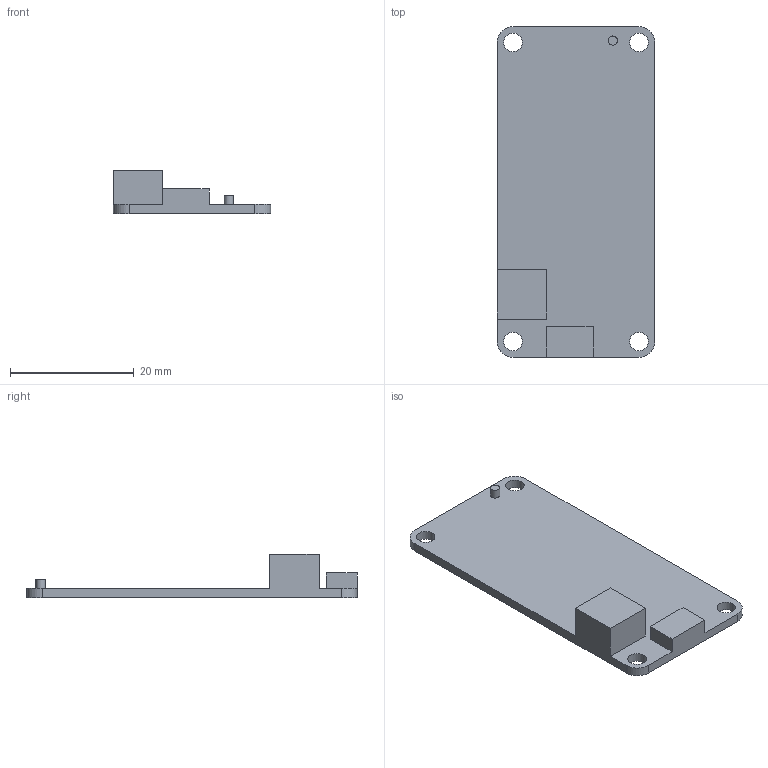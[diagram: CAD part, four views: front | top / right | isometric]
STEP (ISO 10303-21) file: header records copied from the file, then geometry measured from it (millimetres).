
FILE_DESCRIPTION(/* description */ (''),/* implementation_level */ '2;1');
FILE_NAME(/* name */ 'LoRa.step',/* time_stamp */ '2022-09-04T21:44:33-03:00',/* author */ (''),/* organization */ (''),/* preprocessor_version */ 'ST-DEVELOPER v19',/* originating_system */ 'Autodesk Translation Framework v11.7.0.108',/* authorisation */ '');
FILE_SCHEMA (('AUTOMOTIVE_DESIGN { 1 0 10303 214 3 1 1 }'));
Length unit declared in the file: millimetre
Products named in the file (1): ET_Mark2
Bounding box: 25.4 x 53.34 x 7 mm (x, y, z)
Volume: 2429.9 mm3; surface area: 3173.8 mm2
Topology: 1 solids, 1 shells, 24 faces, 63 edges, 42 vertices
Faces by surface type: plane 15, cylinder 9
Full cylindrical faces by diameter (mm): 1.5 x1, 3 x4
Entity records: 794 total; most frequent: DIRECTION 131, CARTESIAN_POINT 130, ORIENTED_EDGE 126, EDGE_CURVE 63, LINE 45, VECTOR 45, AXIS2_PLACEMENT_3D 43, VERTEX_POINT 42
